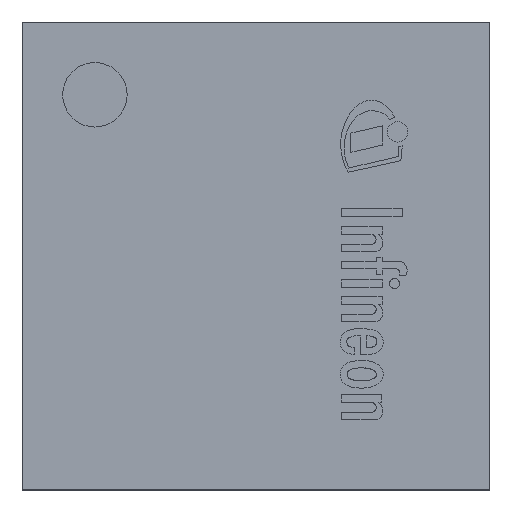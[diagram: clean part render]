
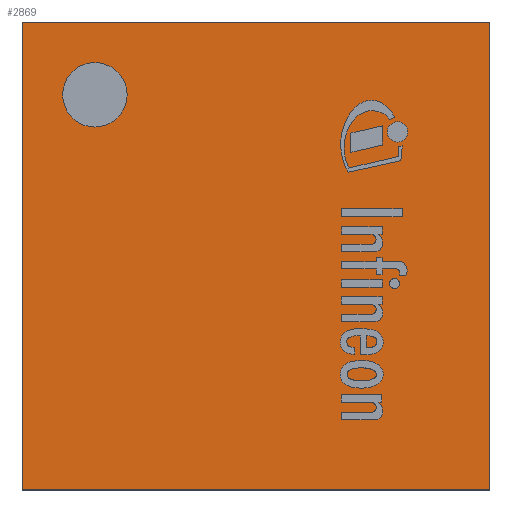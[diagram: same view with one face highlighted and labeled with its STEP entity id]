
A CAD part, top view. The second image highlights one B-rep face of the part: STEP entity #2869.
In plain terms, the highlighted planar face has unit normal (0, 0, 1).
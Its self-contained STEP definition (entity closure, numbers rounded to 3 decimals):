
#256=FACE_BOUND('',#581,.T.);
#264=CIRCLE('',#3176,0.25);
#338=FACE_OUTER_BOUND('',#580,.T.);
#580=EDGE_LOOP('',(#1997,#1998,#1999,#2000));
#581=EDGE_LOOP('',(#2001));
#827=LINE('',#4315,#1093);
#830=LINE('',#4320,#1096);
#831=LINE('',#4329,#1097);
#833=LINE('',#4332,#1099);
#1093=VECTOR('',#3470,1.);
#1096=VECTOR('',#3475,1.);
#1097=VECTOR('',#3486,1.);
#1099=VECTOR('',#3490,1.);
#1358=VERTEX_POINT('',#4312);
#1359=VERTEX_POINT('',#4314);
#1360=VERTEX_POINT('',#4318);
#1361=VERTEX_POINT('',#4322);
#1363=VERTEX_POINT('',#4328);
#1619=EDGE_CURVE('',#1359,#1358,#827,.T.);
#1622=EDGE_CURVE('',#1358,#1360,#830,.T.);
#1623=EDGE_CURVE('',#1361,#1361,#264,.T.);
#1625=EDGE_CURVE('',#1363,#1359,#831,.T.);
#1627=EDGE_CURVE('',#1360,#1363,#833,.T.);
#1997=ORIENTED_EDGE('',*,*,#1619,.T.);
#1998=ORIENTED_EDGE('',*,*,#1622,.T.);
#1999=ORIENTED_EDGE('',*,*,#1627,.T.);
#2000=ORIENTED_EDGE('',*,*,#1625,.T.);
#2001=ORIENTED_EDGE('',*,*,#1623,.T.);
#2700=PLANE('',#3181);
#2869=ADVANCED_FACE('',(#338,#256),#2700,.T.);
#3176=AXIS2_PLACEMENT_3D('',#4323,#3478,#3479);
#3181=AXIS2_PLACEMENT_3D('',#4333,#3491,#3492);
#3470=DIRECTION('',(-1.,0.,0.));
#3475=DIRECTION('',(0.,-1.,0.));
#3478=DIRECTION('center_axis',(0.,0.,-1.));
#3479=DIRECTION('ref_axis',(-1.,0.,0.));
#3486=DIRECTION('',(0.,1.,0.));
#3490=DIRECTION('',(1.,0.,0.));
#3491=DIRECTION('center_axis',(0.,0.,1.));
#3492=DIRECTION('ref_axis',(1.,0.,0.));
#4312=CARTESIAN_POINT('',(-1.815,1.815,0.8));
#4314=CARTESIAN_POINT('',(1.815,1.815,0.8));
#4315=CARTESIAN_POINT('',(-1.815,1.815,0.8));
#4318=CARTESIAN_POINT('',(-1.815,-1.815,0.8));
#4320=CARTESIAN_POINT('',(-1.815,-1.815,0.8));
#4322=CARTESIAN_POINT('',(-1.,1.25,0.8));
#4323=CARTESIAN_POINT('Origin',(-1.25,1.25,0.8));
#4328=CARTESIAN_POINT('',(1.815,-1.815,0.8));
#4329=CARTESIAN_POINT('',(1.815,1.815,0.8));
#4332=CARTESIAN_POINT('',(1.815,-1.815,0.8));
#4333=CARTESIAN_POINT('Origin',(0.,0.,
0.8));
